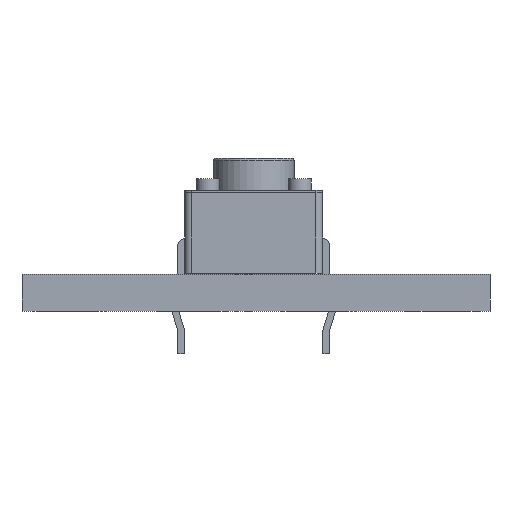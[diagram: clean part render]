
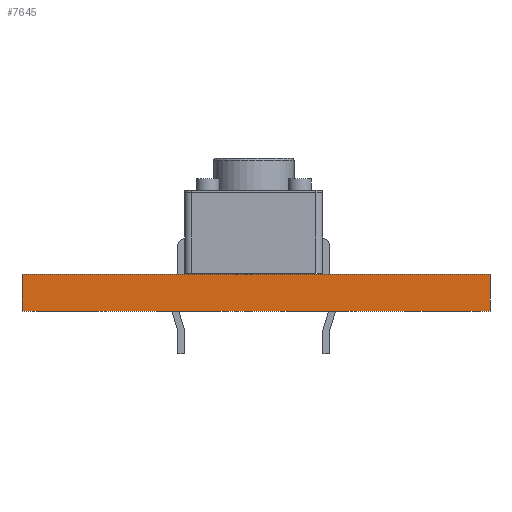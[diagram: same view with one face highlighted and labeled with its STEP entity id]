
A CAD part, front view. The second image highlights one B-rep face of the part: STEP entity #7645.
In plain terms, the highlighted planar face has unit normal (0, -1, 0).
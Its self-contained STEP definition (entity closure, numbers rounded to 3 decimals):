
#7645 = ADVANCED_FACE('',(#7646),#7660,.T.);
#7646 = FACE_BOUND('',#7647,.T.);
#7647 = EDGE_LOOP('',(#7648,#7683,#7711,#7739));
#7648 = ORIENTED_EDGE('',*,*,#7649,.T.);
#7649 = EDGE_CURVE('',#7650,#7652,#7654,.T.);
#7650 = VERTEX_POINT('',#7651);
#7651 = CARTESIAN_POINT('',(10.16,-40.386,0.));
#7652 = VERTEX_POINT('',#7653);
#7653 = CARTESIAN_POINT('',(10.16,-40.386,1.6));
#7654 = SURFACE_CURVE('',#7655,(#7659,#7671),.PCURVE_S1.);
#7655 = LINE('',#7656,#7657);
#7656 = CARTESIAN_POINT('',(10.16,-40.386,0.));
#7657 = VECTOR('',#7658,1.);
#7658 = DIRECTION('',(0.,0.,1.));
#7659 = PCURVE('',#7660,#7665);
#7660 = PLANE('',#7661);
#7661 = AXIS2_PLACEMENT_3D('',#7662,#7663,#7664);
#7662 = CARTESIAN_POINT('',(10.16,-40.386,0.));
#7663 = DIRECTION('',(0.,-1.,0.));
#7664 = DIRECTION('',(-1.,0.,0.));
#7665 = DEFINITIONAL_REPRESENTATION('',(#7666),#7670);
#7666 = LINE('',#7667,#7668);
#7667 = CARTESIAN_POINT('',(0.,-0.));
#7668 = VECTOR('',#7669,1.);
#7669 = DIRECTION('',(0.,-1.));
#7670 = ( GEOMETRIC_REPRESENTATION_CONTEXT(2) 
PARAMETRIC_REPRESENTATION_CONTEXT() REPRESENTATION_CONTEXT('2D SPACE',''
  ) );
#7671 = PCURVE('',#7672,#7677);
#7672 = PLANE('',#7673);
#7673 = AXIS2_PLACEMENT_3D('',#7674,#7675,#7676);
#7674 = CARTESIAN_POINT('',(10.16,40.386,0.));
#7675 = DIRECTION('',(1.,0.,-0.));
#7676 = DIRECTION('',(0.,-1.,0.));
#7677 = DEFINITIONAL_REPRESENTATION('',(#7678),#7682);
#7678 = LINE('',#7679,#7680);
#7679 = CARTESIAN_POINT('',(80.772,0.));
#7680 = VECTOR('',#7681,1.);
#7681 = DIRECTION('',(0.,-1.));
#7682 = ( GEOMETRIC_REPRESENTATION_CONTEXT(2) 
PARAMETRIC_REPRESENTATION_CONTEXT() REPRESENTATION_CONTEXT('2D SPACE',''
  ) );
#7683 = ORIENTED_EDGE('',*,*,#7684,.T.);
#7684 = EDGE_CURVE('',#7652,#7685,#7687,.T.);
#7685 = VERTEX_POINT('',#7686);
#7686 = CARTESIAN_POINT('',(-10.16,-40.386,1.6));
#7687 = SURFACE_CURVE('',#7688,(#7692,#7699),.PCURVE_S1.);
#7688 = LINE('',#7689,#7690);
#7689 = CARTESIAN_POINT('',(10.16,-40.386,1.6));
#7690 = VECTOR('',#7691,1.);
#7691 = DIRECTION('',(-1.,0.,0.));
#7692 = PCURVE('',#7660,#7693);
#7693 = DEFINITIONAL_REPRESENTATION('',(#7694),#7698);
#7694 = LINE('',#7695,#7696);
#7695 = CARTESIAN_POINT('',(0.,-1.6));
#7696 = VECTOR('',#7697,1.);
#7697 = DIRECTION('',(1.,0.));
#7698 = ( GEOMETRIC_REPRESENTATION_CONTEXT(2) 
PARAMETRIC_REPRESENTATION_CONTEXT() REPRESENTATION_CONTEXT('2D SPACE',''
  ) );
#7699 = PCURVE('',#7700,#7705);
#7700 = PLANE('',#7701);
#7701 = AXIS2_PLACEMENT_3D('',#7702,#7703,#7704);
#7702 = CARTESIAN_POINT('',(0.,0.,1.6));
#7703 = DIRECTION('',(-0.,-0.,-1.));
#7704 = DIRECTION('',(-1.,0.,0.));
#7705 = DEFINITIONAL_REPRESENTATION('',(#7706),#7710);
#7706 = LINE('',#7707,#7708);
#7707 = CARTESIAN_POINT('',(-10.16,-40.386));
#7708 = VECTOR('',#7709,1.);
#7709 = DIRECTION('',(1.,0.));
#7710 = ( GEOMETRIC_REPRESENTATION_CONTEXT(2) 
PARAMETRIC_REPRESENTATION_CONTEXT() REPRESENTATION_CONTEXT('2D SPACE',''
  ) );
#7711 = ORIENTED_EDGE('',*,*,#7712,.F.);
#7712 = EDGE_CURVE('',#7713,#7685,#7715,.T.);
#7713 = VERTEX_POINT('',#7714);
#7714 = CARTESIAN_POINT('',(-10.16,-40.386,0.));
#7715 = SURFACE_CURVE('',#7716,(#7720,#7727),.PCURVE_S1.);
#7716 = LINE('',#7717,#7718);
#7717 = CARTESIAN_POINT('',(-10.16,-40.386,0.));
#7718 = VECTOR('',#7719,1.);
#7719 = DIRECTION('',(0.,0.,1.));
#7720 = PCURVE('',#7660,#7721);
#7721 = DEFINITIONAL_REPRESENTATION('',(#7722),#7726);
#7722 = LINE('',#7723,#7724);
#7723 = CARTESIAN_POINT('',(20.32,0.));
#7724 = VECTOR('',#7725,1.);
#7725 = DIRECTION('',(0.,-1.));
#7726 = ( GEOMETRIC_REPRESENTATION_CONTEXT(2) 
PARAMETRIC_REPRESENTATION_CONTEXT() REPRESENTATION_CONTEXT('2D SPACE',''
  ) );
#7727 = PCURVE('',#7728,#7733);
#7728 = PLANE('',#7729);
#7729 = AXIS2_PLACEMENT_3D('',#7730,#7731,#7732);
#7730 = CARTESIAN_POINT('',(-10.16,-40.386,0.));
#7731 = DIRECTION('',(-1.,0.,0.));
#7732 = DIRECTION('',(0.,1.,0.));
#7733 = DEFINITIONAL_REPRESENTATION('',(#7734),#7738);
#7734 = LINE('',#7735,#7736);
#7735 = CARTESIAN_POINT('',(0.,0.));
#7736 = VECTOR('',#7737,1.);
#7737 = DIRECTION('',(0.,-1.));
#7738 = ( GEOMETRIC_REPRESENTATION_CONTEXT(2) 
PARAMETRIC_REPRESENTATION_CONTEXT() REPRESENTATION_CONTEXT('2D SPACE',''
  ) );
#7739 = ORIENTED_EDGE('',*,*,#7740,.F.);
#7740 = EDGE_CURVE('',#7650,#7713,#7741,.T.);
#7741 = SURFACE_CURVE('',#7742,(#7746,#7753),.PCURVE_S1.);
#7742 = LINE('',#7743,#7744);
#7743 = CARTESIAN_POINT('',(10.16,-40.386,0.));
#7744 = VECTOR('',#7745,1.);
#7745 = DIRECTION('',(-1.,0.,0.));
#7746 = PCURVE('',#7660,#7747);
#7747 = DEFINITIONAL_REPRESENTATION('',(#7748),#7752);
#7748 = LINE('',#7749,#7750);
#7749 = CARTESIAN_POINT('',(0.,-0.));
#7750 = VECTOR('',#7751,1.);
#7751 = DIRECTION('',(1.,0.));
#7752 = ( GEOMETRIC_REPRESENTATION_CONTEXT(2) 
PARAMETRIC_REPRESENTATION_CONTEXT() REPRESENTATION_CONTEXT('2D SPACE',''
  ) );
#7753 = PCURVE('',#7754,#7759);
#7754 = PLANE('',#7755);
#7755 = AXIS2_PLACEMENT_3D('',#7756,#7757,#7758);
#7756 = CARTESIAN_POINT('',(0.,0.,0.));
#7757 = DIRECTION('',(-0.,-0.,-1.));
#7758 = DIRECTION('',(-1.,0.,0.));
#7759 = DEFINITIONAL_REPRESENTATION('',(#7760),#7764);
#7760 = LINE('',#7761,#7762);
#7761 = CARTESIAN_POINT('',(-10.16,-40.386));
#7762 = VECTOR('',#7763,1.);
#7763 = DIRECTION('',(1.,0.));
#7764 = ( GEOMETRIC_REPRESENTATION_CONTEXT(2) 
PARAMETRIC_REPRESENTATION_CONTEXT() REPRESENTATION_CONTEXT('2D SPACE',''
  ) );
